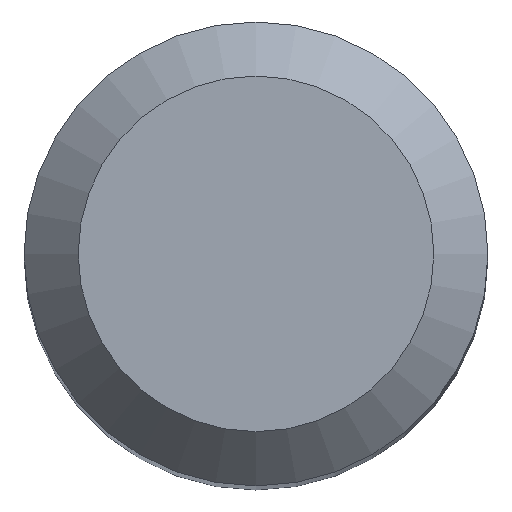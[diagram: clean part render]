
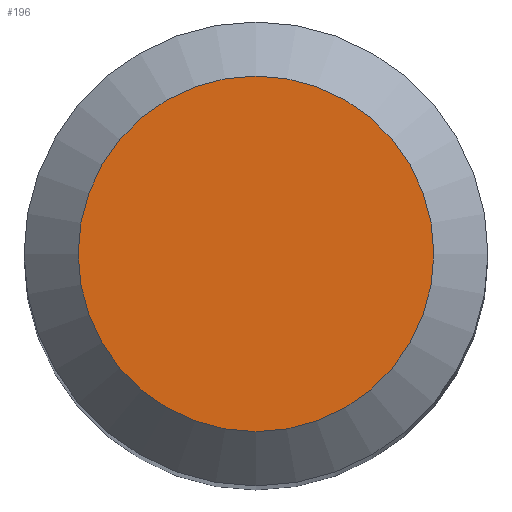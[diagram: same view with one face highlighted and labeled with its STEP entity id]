
A CAD part, top view. The second image highlights one B-rep face of the part: STEP entity #196.
In plain terms, the highlighted planar face has unit normal (0, 0, 1).
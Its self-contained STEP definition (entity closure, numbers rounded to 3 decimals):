
#25 = CIRCLE ( 'NONE', #33, 2.3 ) ;
#28 = DIRECTION ( 'NONE',  ( 0., 0., -1. ) ) ;
#33 = AXIS2_PLACEMENT_3D ( 'NONE', #200, #28, #45 ) ;
#45 = DIRECTION ( 'NONE',  ( 0., 1., 0. ) ) ;
#55 = EDGE_CURVE ( 'NONE', #201, #201, #25, .T. ) ;
#71 = CARTESIAN_POINT ( 'NONE',  ( 0., 0., 66. ) ) ;
#79 = EDGE_LOOP ( 'NONE', ( #82 ) ) ;
#82 = ORIENTED_EDGE ( 'NONE', *, *, #55, .F. ) ;
#159 = CARTESIAN_POINT ( 'NONE',  ( 0., 2.3, 66. ) ) ;
#163 = DIRECTION ( 'NONE',  ( 0., 0., -1. ) ) ;
#170 = FACE_OUTER_BOUND ( 'NONE', #79, .T. ) ;
#190 = AXIS2_PLACEMENT_3D ( 'NONE', #71, #163, #220 ) ;
#196 = ADVANCED_FACE ( 'NONE', ( #170 ), #250, .F. ) ;
#200 = CARTESIAN_POINT ( 'NONE',  ( 0., 0., 66. ) ) ;
#201 = VERTEX_POINT ( 'NONE', #159 ) ;
#220 = DIRECTION ( 'NONE',  ( 0., 1., 0. ) ) ;
#250 = PLANE ( 'NONE',  #190 ) ;
